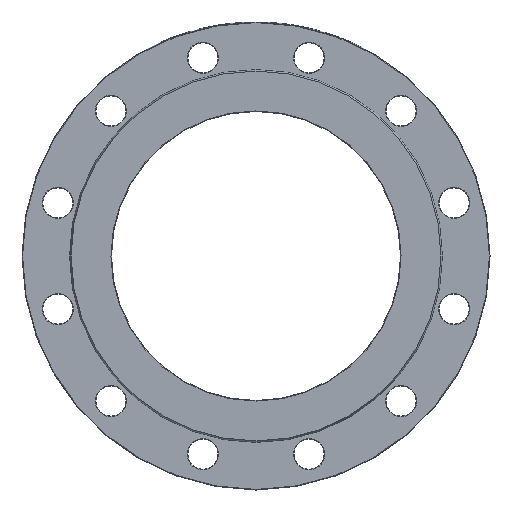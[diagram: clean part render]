
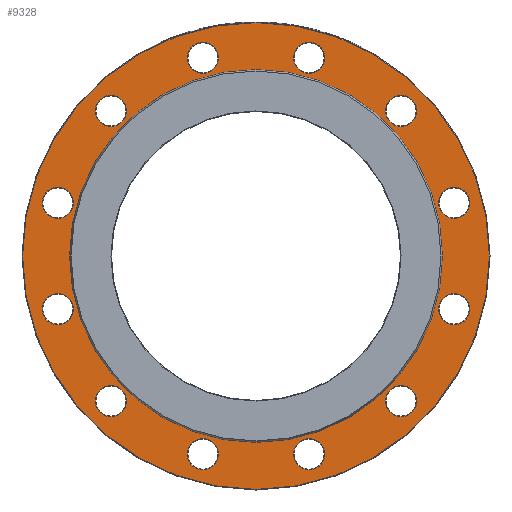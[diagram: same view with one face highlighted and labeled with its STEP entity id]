
A CAD part, left-side view. The second image highlights one B-rep face of the part: STEP entity #9328.
In plain terms, the highlighted planar face has unit normal (-1, 0, 0).
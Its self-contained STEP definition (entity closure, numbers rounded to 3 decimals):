
#265 = FACE_BOUND ( 'NONE', #1978, .T. ) ;
#314 = CIRCLE ( 'NONE', #1073, 13.5 ) ;
#422 = CARTESIAN_POINT ( 'NONE',  ( 3., 59.44, 171.452 ) ) ;
#428 = EDGE_LOOP ( 'NONE', ( #677 ) ) ;
#498 = EDGE_CURVE ( 'NONE', #8590, #8590, #1129, .T. ) ;
#513 = ORIENTED_EDGE ( 'NONE', *, *, #8023, .F. ) ;
#521 = DIRECTION ( 'NONE',  ( 0., 0., 1. ) ) ;
#524 = VERTEX_POINT ( 'NONE', #4214 ) ;
#662 = EDGE_LOOP ( 'NONE', ( #9750 ) ) ;
#677 = ORIENTED_EDGE ( 'NONE', *, *, #5491, .T. ) ;
#822 = FACE_BOUND ( 'NONE', #1603, .T. ) ;
#849 = DIRECTION ( 'NONE',  ( 1., 0., 0. ) ) ;
#871 = FACE_OUTER_BOUND ( 'NONE', #2822, .T. ) ;
#873 = CARTESIAN_POINT ( 'NONE',  ( 3., 0., 0. ) ) ;
#929 = AXIS2_PLACEMENT_3D ( 'NONE', #5237, #1204, #9224 ) ;
#968 = ORIENTED_EDGE ( 'NONE', *, *, #1415, .T. ) ;
#1058 = ORIENTED_EDGE ( 'NONE', *, *, #1226, .T. ) ;
#1073 = AXIS2_PLACEMENT_3D ( 'NONE', #8043, #2684, #2830 ) ;
#1129 = CIRCLE ( 'NONE', #6692, 13.5 ) ;
#1137 = AXIS2_PLACEMENT_3D ( 'NONE', #8970, #9069, #8911 ) ;
#1204 = DIRECTION ( 'NONE',  ( 1., 0., 0. ) ) ;
#1226 = EDGE_CURVE ( 'NONE', #5624, #5624, #9018, .T. ) ;
#1275 = CARTESIAN_POINT ( 'NONE',  ( 3., 0., -202. ) ) ;
#1335 = VERTEX_POINT ( 'NONE', #8188 ) ;
#1415 = EDGE_CURVE ( 'NONE', #4817, #4817, #314, .T. ) ;
#1584 = FACE_BOUND ( 'NONE', #8448, .T. ) ;
#1603 = EDGE_LOOP ( 'NONE', ( #7847 ) ) ;
#1645 = AXIS2_PLACEMENT_3D ( 'NONE', #1777, #3352, #7924 ) ;
#1685 = FACE_BOUND ( 'NONE', #2040, .T. ) ;
#1687 = CARTESIAN_POINT ( 'NONE',  ( 3., -45.94, 171.452 ) ) ;
#1777 = CARTESIAN_POINT ( 'NONE',  ( 3., -125.511, 125.511 ) ) ;
#1783 = DIRECTION ( 'NONE',  ( 0., 0.866, 0.5 ) ) ;
#1861 = DIRECTION ( 'NONE',  ( 0., 1., 0. ) ) ;
#1942 = CARTESIAN_POINT ( 'NONE',  ( 3., -171.452, 59.44 ) ) ;
#1947 = AXIS2_PLACEMENT_3D ( 'NONE', #3057, #2219, #7687 ) ;
#1962 = CIRCLE ( 'NONE', #1645, 13.5 ) ;
#1968 = CIRCLE ( 'NONE', #8782, 13.5 ) ;
#1978 = EDGE_LOOP ( 'NONE', ( #1058 ) ) ;
#1989 = CARTESIAN_POINT ( 'NONE',  ( 3., -34.249, 178.202 ) ) ;
#2026 = EDGE_LOOP ( 'NONE', ( #9488 ) ) ;
#2040 = EDGE_LOOP ( 'NONE', ( #968 ) ) ;
#2219 = DIRECTION ( 'NONE',  ( -1., 0., 0. ) ) ;
#2289 = ORIENTED_EDGE ( 'NONE', *, *, #6398, .T. ) ;
#2325 = ORIENTED_EDGE ( 'NONE', *, *, #5188, .T. ) ;
#2377 = FACE_BOUND ( 'NONE', #8764, .T. ) ;
#2472 = PLANE ( 'NONE',  #8294 ) ;
#2589 = CIRCLE ( 'NONE', #6551, 13.5 ) ;
#2675 = VERTEX_POINT ( 'NONE', #2871 ) ;
#2684 = DIRECTION ( 'NONE',  ( 1., 0., 0. ) ) ;
#2773 = VERTEX_POINT ( 'NONE', #1275 ) ;
#2822 = EDGE_LOOP ( 'NONE', ( #7248 ) ) ;
#2830 = DIRECTION ( 'NONE',  ( 0., -1., 0. ) ) ;
#2871 = CARTESIAN_POINT ( 'NONE',  ( 3., 34.249, -178.202 ) ) ;
#3057 = CARTESIAN_POINT ( 'NONE',  ( 3., 0., 0. ) ) ;
#3059 = CARTESIAN_POINT ( 'NONE',  ( 3., 171.452, 45.94 ) ) ;
#3113 = DIRECTION ( 'NONE',  ( 1., 0., 0. ) ) ;
#3352 = DIRECTION ( 'NONE',  ( 1., 0., 0. ) ) ;
#3425 = CARTESIAN_POINT ( 'NONE',  ( 3., 171.452, -59.44 ) ) ;
#3538 = AXIS2_PLACEMENT_3D ( 'NONE', #5521, #8537, #521 ) ;
#3600 = ORIENTED_EDGE ( 'NONE', *, *, #9221, .T. ) ;
#3870 = FACE_BOUND ( 'NONE', #7457, .T. ) ;
#4000 = CIRCLE ( 'NONE', #4314, 13.5 ) ;
#4072 = CARTESIAN_POINT ( 'NONE',  ( 3., -171.452, -45.94 ) ) ;
#4080 = ORIENTED_EDGE ( 'NONE', *, *, #8881, .T. ) ;
#4104 = FACE_BOUND ( 'NONE', #8909, .T. ) ;
#4201 = DIRECTION ( 'NONE',  ( 1., 0., 0. ) ) ;
#4214 = CARTESIAN_POINT ( 'NONE',  ( 3., 137.203, 118.761 ) ) ;
#4225 = DIRECTION ( 'NONE',  ( 1., 0., 0. ) ) ;
#4309 = AXIS2_PLACEMENT_3D ( 'NONE', #1687, #4201, #1783 ) ;
#4310 = CARTESIAN_POINT ( 'NONE',  ( 3., -118.761, 137.203 ) ) ;
#4314 = AXIS2_PLACEMENT_3D ( 'NONE', #3059, #3113, #8378 ) ;
#4358 = VERTEX_POINT ( 'NONE', #1989 ) ;
#4558 = DIRECTION ( 'NONE',  ( 0., -0.866, -0.5 ) ) ;
#4706 = DIRECTION ( 'NONE',  ( 1., 0., 0. ) ) ;
#4764 = CARTESIAN_POINT ( 'NONE',  ( 3., -178.202, -34.249 ) ) ;
#4817 = VERTEX_POINT ( 'NONE', #7942 ) ;
#5059 = VERTEX_POINT ( 'NONE', #4310 ) ;
#5095 = EDGE_LOOP ( 'NONE', ( #4080 ) ) ;
#5135 = EDGE_CURVE ( 'NONE', #2773, #2773, #8276, .T. ) ;
#5175 = CARTESIAN_POINT ( 'NONE',  ( 3., 171.452, -45.94 ) ) ;
#5188 = EDGE_CURVE ( 'NONE', #4358, #4358, #8596, .T. ) ;
#5237 = CARTESIAN_POINT ( 'NONE',  ( 3., -125.511, -125.511 ) ) ;
#5440 = AXIS2_PLACEMENT_3D ( 'NONE', #873, #6212, #9246 ) ;
#5461 = DIRECTION ( 'NONE',  ( 0., 0., -1. ) ) ;
#5491 = EDGE_CURVE ( 'NONE', #5811, #5811, #4000, .T. ) ;
#5521 = CARTESIAN_POINT ( 'NONE',  ( 3., -171.452, 45.94 ) ) ;
#5530 = CARTESIAN_POINT ( 'NONE',  ( 3., 125.511, 125.511 ) ) ;
#5624 = VERTEX_POINT ( 'NONE', #8642 ) ;
#5730 = CARTESIAN_POINT ( 'NONE',  ( 3., 45.94, 171.452 ) ) ;
#5811 = VERTEX_POINT ( 'NONE', #7440 ) ;
#5904 = FACE_BOUND ( 'NONE', #8922, .T. ) ;
#5924 = DIRECTION ( 'NONE',  ( 0., 0., -1. ) ) ;
#6087 = CIRCLE ( 'NONE', #6879, 13.5 ) ;
#6210 = CARTESIAN_POINT ( 'NONE',  ( 3., 161.336, 0. ) ) ;
#6212 = DIRECTION ( 'NONE',  ( -1., 0., 0. ) ) ;
#6242 = AXIS2_PLACEMENT_3D ( 'NONE', #5730, #6472, #1861 ) ;
#6274 = DIRECTION ( 'NONE',  ( 1., 0., 0. ) ) ;
#6398 = EDGE_CURVE ( 'NONE', #524, #524, #2589, .T. ) ;
#6459 = VERTEX_POINT ( 'NONE', #8037 ) ;
#6472 = DIRECTION ( 'NONE',  ( 1., 0., 0. ) ) ;
#6551 = AXIS2_PLACEMENT_3D ( 'NONE', #5530, #849, #7617 ) ;
#6692 = AXIS2_PLACEMENT_3D ( 'NONE', #4072, #6274, #9312 ) ;
#6879 = AXIS2_PLACEMENT_3D ( 'NONE', #5175, #4225, #5924 ) ;
#6909 = EDGE_CURVE ( 'NONE', #5059, #5059, #1962, .T. ) ;
#6912 = FACE_BOUND ( 'NONE', #2026, .T. ) ;
#7051 = ORIENTED_EDGE ( 'NONE', *, *, #7778, .T. ) ;
#7246 = VERTEX_POINT ( 'NONE', #422 ) ;
#7248 = ORIENTED_EDGE ( 'NONE', *, *, #5135, .T. ) ;
#7292 = VERTEX_POINT ( 'NONE', #1942 ) ;
#7329 = CIRCLE ( 'NONE', #1947, 161.336 ) ;
#7440 = CARTESIAN_POINT ( 'NONE',  ( 3., 178.202, 34.249 ) ) ;
#7457 = EDGE_LOOP ( 'NONE', ( #2325 ) ) ;
#7490 = CIRCLE ( 'NONE', #1137, 13.5 ) ;
#7617 = DIRECTION ( 'NONE',  ( 0., 0.866, -0.5 ) ) ;
#7678 = CIRCLE ( 'NONE', #3538, 13.5 ) ;
#7687 = DIRECTION ( 'NONE',  ( 0., 0., 1. ) ) ;
#7702 = ORIENTED_EDGE ( 'NONE', *, *, #8095, .T. ) ;
#7778 = EDGE_CURVE ( 'NONE', #2675, #2675, #1968, .T. ) ;
#7847 = ORIENTED_EDGE ( 'NONE', *, *, #9740, .T. ) ;
#7924 = DIRECTION ( 'NONE',  ( 0., 0.5, 0.866 ) ) ;
#7942 = CARTESIAN_POINT ( 'NONE',  ( 3., -59.44, -171.452 ) ) ;
#8023 = EDGE_CURVE ( 'NONE', #1335, #1335, #7329, .T. ) ;
#8037 = CARTESIAN_POINT ( 'NONE',  ( 3., 118.761, -137.203 ) ) ;
#8043 = CARTESIAN_POINT ( 'NONE',  ( 3., -45.94, -171.452 ) ) ;
#8095 = EDGE_CURVE ( 'NONE', #6459, #6459, #7490, .T. ) ;
#8188 = CARTESIAN_POINT ( 'NONE',  ( 3., 0., 161.336 ) ) ;
#8276 = CIRCLE ( 'NONE', #5440, 202. ) ;
#8294 = AXIS2_PLACEMENT_3D ( 'NONE', #6210, #4706, #5461 ) ;
#8378 = DIRECTION ( 'NONE',  ( 0., 0.5, -0.866 ) ) ;
#8387 = FACE_BOUND ( 'NONE', #428, .T. ) ;
#8448 = EDGE_LOOP ( 'NONE', ( #2289 ) ) ;
#8537 = DIRECTION ( 'NONE',  ( 1., 0., 0. ) ) ;
#8590 = VERTEX_POINT ( 'NONE', #4764 ) ;
#8596 = CIRCLE ( 'NONE', #4309, 13.5 ) ;
#8626 = FACE_BOUND ( 'NONE', #8793, .T. ) ;
#8642 = CARTESIAN_POINT ( 'NONE',  ( 3., -137.203, -118.761 ) ) ;
#8764 = EDGE_LOOP ( 'NONE', ( #513 ) ) ;
#8782 = AXIS2_PLACEMENT_3D ( 'NONE', #9197, #9153, #4558 ) ;
#8793 = EDGE_LOOP ( 'NONE', ( #7702 ) ) ;
#8881 = EDGE_CURVE ( 'NONE', #9500, #9500, #6087, .T. ) ;
#8909 = EDGE_LOOP ( 'NONE', ( #7051 ) ) ;
#8911 = DIRECTION ( 'NONE',  ( 0., -0.5, -0.866 ) ) ;
#8922 = EDGE_LOOP ( 'NONE', ( #3600 ) ) ;
#8946 = FACE_BOUND ( 'NONE', #662, .T. ) ;
#8970 = CARTESIAN_POINT ( 'NONE',  ( 3., 125.511, -125.511 ) ) ;
#9018 = CIRCLE ( 'NONE', #929, 13.5 ) ;
#9069 = DIRECTION ( 'NONE',  ( 1., 0., 0. ) ) ;
#9153 = DIRECTION ( 'NONE',  ( 1., 0., 0. ) ) ;
#9197 = CARTESIAN_POINT ( 'NONE',  ( 3., 45.94, -171.452 ) ) ;
#9221 = EDGE_CURVE ( 'NONE', #7292, #7292, #7678, .T. ) ;
#9224 = DIRECTION ( 'NONE',  ( 0., -0.866, 0.5 ) ) ;
#9246 = DIRECTION ( 'NONE',  ( 0., 0., -1. ) ) ;
#9267 = CIRCLE ( 'NONE', #6242, 13.5 ) ;
#9295 = FACE_BOUND ( 'NONE', #5095, .T. ) ;
#9312 = DIRECTION ( 'NONE',  ( 0., -0.5, 0.866 ) ) ;
#9328 = ADVANCED_FACE ( 'NONE', ( #8387, #1584, #822, #3870, #6912, #5904, #8946, #265, #1685, #4104, #8626, #9295, #871, #2377 ), #2472, .F. ) ;
#9488 = ORIENTED_EDGE ( 'NONE', *, *, #6909, .T. ) ;
#9500 = VERTEX_POINT ( 'NONE', #3425 ) ;
#9740 = EDGE_CURVE ( 'NONE', #7246, #7246, #9267, .T. ) ;
#9750 = ORIENTED_EDGE ( 'NONE', *, *, #498, .T. ) ;
